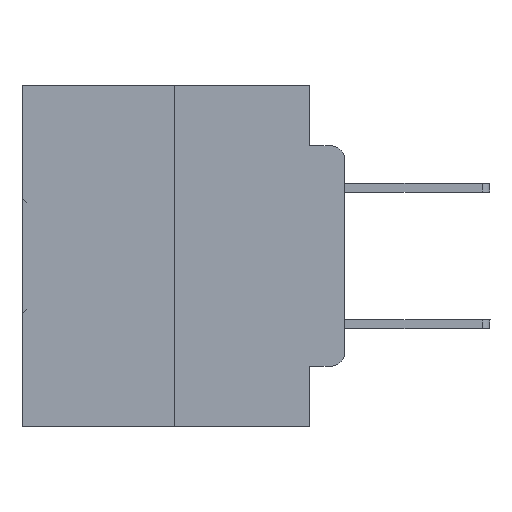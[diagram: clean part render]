
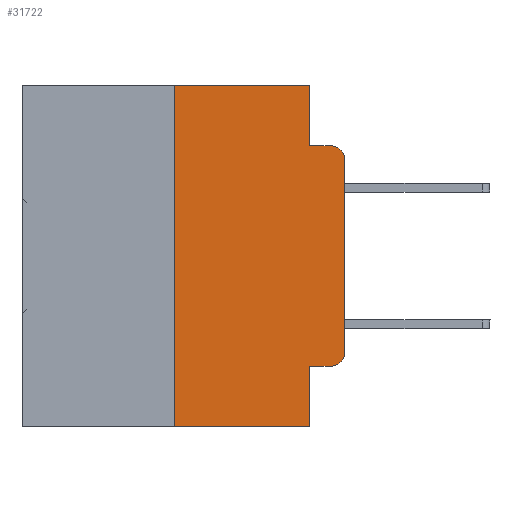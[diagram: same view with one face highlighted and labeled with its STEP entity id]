
A CAD part, left-side view. The second image highlights one B-rep face of the part: STEP entity #31722.
In plain terms, the highlighted planar face has unit normal (-1, 0, 0).
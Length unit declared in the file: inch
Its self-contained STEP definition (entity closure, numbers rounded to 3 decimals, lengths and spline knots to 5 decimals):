
#13 = CARTESIAN_POINT ( 'NONE',  ( 0., 0.02, -0.4115 ) ) ;
#241 = AXIS2_PLACEMENT_3D ( 'NONE', #18722, #5791, #8430 ) ;
#887 = ORIENTED_EDGE ( 'NONE', *, *, #17787, .F. ) ;
#1369 = EDGE_CURVE ( 'NONE', #18040, #2289, #16383, .T. ) ;
#1933 = ORIENTED_EDGE ( 'NONE', *, *, #22720, .T. ) ;
#2088 = VECTOR ( 'NONE', #18386, 39.37008 ) ;
#2289 = VERTEX_POINT ( 'NONE', #18028 ) ;
#2757 = CARTESIAN_POINT ( 'NONE',  ( 0., 0.25, 0. ) ) ;
#2879 = LINE ( 'NONE', #2757, #2088 ) ;
#3211 = VECTOR ( 'NONE', #3490, 39.37008 ) ;
#3483 = CARTESIAN_POINT ( 'NONE',  ( 0., 0.02, -0.3915 ) ) ;
#3490 = DIRECTION ( 'NONE',  ( 0., -1., 0. ) ) ;
#3581 = ORIENTED_EDGE ( 'NONE', *, *, #17655, .F. ) ;
#5020 = CIRCLE ( 'NONE', #27307, 0.02 ) ;
#5736 = EDGE_CURVE ( 'NONE', #19508, #31275, #18057, .T. ) ;
#5791 = DIRECTION ( 'NONE',  ( -1., 0., 0. ) ) ;
#6254 = CIRCLE ( 'NONE', #241, 0.02 ) ;
#6833 = LINE ( 'NONE', #11239, #23229 ) ;
#7306 = DIRECTION ( 'NONE',  ( 0., -1., 0. ) ) ;
#8245 = EDGE_CURVE ( 'NONE', #19398, #15925, #8429, .T. ) ;
#8429 = LINE ( 'NONE', #33261, #14605 ) ;
#8430 = DIRECTION ( 'NONE',  ( 0., 0., -1. ) ) ;
#8439 = CARTESIAN_POINT ( 'NONE',  ( 0., 0.473, 0. ) ) ;
#10560 = FACE_OUTER_BOUND ( 'NONE', #22409, .T. ) ;
#10918 = ORIENTED_EDGE ( 'NONE', *, *, #1369, .F. ) ;
#11239 = CARTESIAN_POINT ( 'NONE',  ( 0., 0.051, 0. ) ) ;
#13721 = EDGE_CURVE ( 'NONE', #18263, #19608, #17221, .T. ) ;
#13772 = CARTESIAN_POINT ( 'NONE',  ( 0., 0.051, 0. ) ) ;
#14605 = VECTOR ( 'NONE', #7306, 39.37008 ) ;
#15418 = CARTESIAN_POINT ( 'NONE',  ( 0., 0., -0.3915 ) ) ;
#15925 = VERTEX_POINT ( 'NONE', #24661 ) ;
#15931 = EDGE_CURVE ( 'NONE', #18263, #15925, #6833, .T. ) ;
#16337 = DIRECTION ( 'NONE',  ( 0., 0., -1. ) ) ;
#16354 = DIRECTION ( 'NONE',  ( -1., 0., 0. ) ) ;
#16383 = LINE ( 'NONE', #29536, #3211 ) ;
#16806 = VECTOR ( 'NONE', #19504, 39.37008 ) ;
#16990 = CARTESIAN_POINT ( 'NONE',  ( 0., 0.051, -0.4115 ) ) ;
#17019 = ORIENTED_EDGE ( 'NONE', *, *, #15931, .F. ) ;
#17221 = LINE ( 'NONE', #16990, #16806 ) ;
#17258 = VERTEX_POINT ( 'NONE', #26780 ) ;
#17418 = ORIENTED_EDGE ( 'NONE', *, *, #8245, .T. ) ;
#17655 = EDGE_CURVE ( 'NONE', #23649, #17258, #27076, .T. ) ;
#17787 = EDGE_CURVE ( 'NONE', #17258, #18040, #29490, .T. ) ;
#18009 = CARTESIAN_POINT ( 'NONE',  ( 0., 0.051, -0.4115 ) ) ;
#18028 = CARTESIAN_POINT ( 'NONE',  ( 0., 0.02, -0.0885 ) ) ;
#18040 = VERTEX_POINT ( 'NONE', #32980 ) ;
#18057 = LINE ( 'NONE', #24802, #20882 ) ;
#18263 = VERTEX_POINT ( 'NONE', #18009 ) ;
#18386 = DIRECTION ( 'NONE',  ( 0., 0., 1. ) ) ;
#18433 = VECTOR ( 'NONE', #20763, 39.37008 ) ;
#18722 = CARTESIAN_POINT ( 'NONE',  ( 0., 0.02, -0.1085 ) ) ;
#19194 = ORIENTED_EDGE ( 'NONE', *, *, #13721, .T. ) ;
#19398 = VERTEX_POINT ( 'NONE', #27903 ) ;
#19504 = DIRECTION ( 'NONE',  ( 0., -1., 0. ) ) ;
#19508 = VERTEX_POINT ( 'NONE', #15418 ) ;
#19608 = VERTEX_POINT ( 'NONE', #13 ) ;
#20763 = DIRECTION ( 'NONE',  ( 0., -1., 0. ) ) ;
#20882 = VECTOR ( 'NONE', #32633, 39.37008 ) ;
#21198 = DIRECTION ( 'NONE',  ( 0., 0., -1. ) ) ;
#21284 = AXIS2_PLACEMENT_3D ( 'NONE', #8439, #31995, #16337 ) ;
#21467 = PLANE ( 'NONE',  #21284 ) ;
#21537 = ORIENTED_EDGE ( 'NONE', *, *, #5736, .T. ) ;
#21887 = ORIENTED_EDGE ( 'NONE', *, *, #23108, .F. ) ;
#22409 = EDGE_LOOP ( 'NONE', ( #21537, #33363, #10918, #887, #3581, #21887, #17418, #17019, #19194, #1933 ) ) ;
#22720 = EDGE_CURVE ( 'NONE', #19608, #19508, #5020, .T. ) ;
#23052 = EDGE_CURVE ( 'NONE', #31275, #2289, #6254, .T. ) ;
#23108 = EDGE_CURVE ( 'NONE', #19398, #23649, #2879, .T. ) ;
#23229 = VECTOR ( 'NONE', #24421, 39.37008 ) ;
#23649 = VERTEX_POINT ( 'NONE', #26458 ) ;
#24421 = DIRECTION ( 'NONE',  ( 0., 0., -1. ) ) ;
#24631 = DIRECTION ( 'NONE',  ( 0., 0., -1. ) ) ;
#24661 = CARTESIAN_POINT ( 'NONE',  ( 0., 0.051, -0.5 ) ) ;
#24802 = CARTESIAN_POINT ( 'NONE',  ( 0., 0., 0. ) ) ;
#26458 = CARTESIAN_POINT ( 'NONE',  ( 0., 0.25, 0. ) ) ;
#26638 = VECTOR ( 'NONE', #21198, 39.37008 ) ;
#26780 = CARTESIAN_POINT ( 'NONE',  ( 0., 0.051, 0. ) ) ;
#27076 = LINE ( 'NONE', #28581, #18433 ) ;
#27307 = AXIS2_PLACEMENT_3D ( 'NONE', #3483, #16354, #24631 ) ;
#27903 = CARTESIAN_POINT ( 'NONE',  ( 0., 0.25, -0.5 ) ) ;
#28581 = CARTESIAN_POINT ( 'NONE',  ( 0., 0.473, 0. ) ) ;
#29490 = LINE ( 'NONE', #13772, #26638 ) ;
#29536 = CARTESIAN_POINT ( 'NONE',  ( 0., 0.051, -0.0885 ) ) ;
#31275 = VERTEX_POINT ( 'NONE', #31716 ) ;
#31716 = CARTESIAN_POINT ( 'NONE',  ( 0., 0., -0.1085 ) ) ;
#31722 = ADVANCED_FACE ( 'NONE', ( #10560 ), #21467, .F. ) ;
#31995 = DIRECTION ( 'NONE',  ( 1., 0., 0. ) ) ;
#32633 = DIRECTION ( 'NONE',  ( 0., 0., 1. ) ) ;
#32980 = CARTESIAN_POINT ( 'NONE',  ( 0., 0.051, -0.0885 ) ) ;
#33261 = CARTESIAN_POINT ( 'NONE',  ( 0., 0.473, -0.5 ) ) ;
#33363 = ORIENTED_EDGE ( 'NONE', *, *, #23052, .T. ) ;
